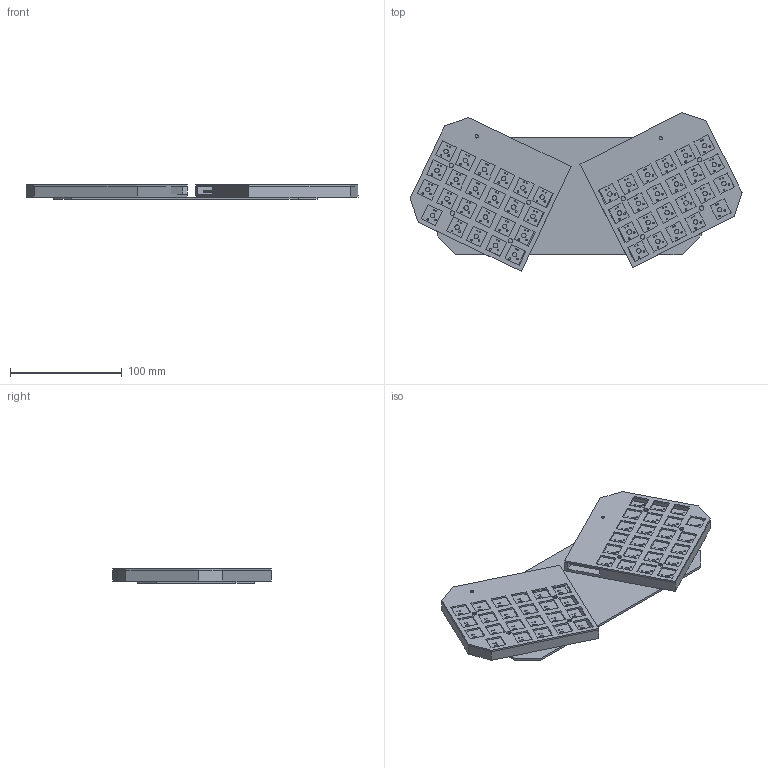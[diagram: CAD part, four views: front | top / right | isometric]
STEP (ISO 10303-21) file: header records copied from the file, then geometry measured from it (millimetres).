
FILE_DESCRIPTION (( 'STEP AP203' ), '1' );
FILE_NAME ('Assemblage.STEP', '2021-04-25T09:21:09', ( '' ), ( '' ), 'SwSTEP 2.0', 'SolidWorks 2017', '' );
FILE_SCHEMA (( 'CONFIG_CONTROL_DESIGN' ));
Length unit declared in the file: millimetre
Products named in the file (8): right back; Assemblage; left pcb; support; left plate; right plate; right pcb; left back
Assembly tree (7 placements, depth 2):
  Assemblage
    support
    left back
    right back
    left plate
    right plate
    left pcb
    right pcb
Bounding box: 297.32 x 142.18 x 13 mm (x, y, z)
Volume: 175039.4 mm3; surface area: 185922.3 mm2
Topology: 7 solids, 7 shells, 830 faces, 2447 edges, 1631 vertices
Faces by surface type: cylinder 555, plane 275
Entity records: 30303 total; most frequent: DIRECTION 5237, CARTESIAN_POINT 4918, ORIENTED_EDGE 4894, EDGE_CURVE 2447, AXIS2_PLACEMENT_3D 1950, VERTEX_POINT 1631, EDGE_LOOP 1470, VECTOR 1337
